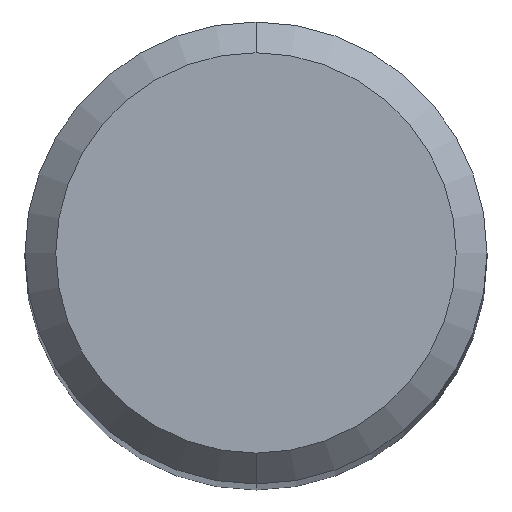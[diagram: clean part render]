
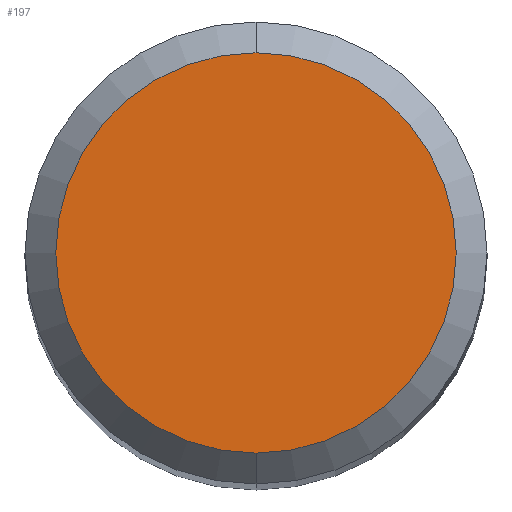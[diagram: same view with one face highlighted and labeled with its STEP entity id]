
A CAD part, top view. The second image highlights one B-rep face of the part: STEP entity #197.
In plain terms, the highlighted planar face has unit normal (0, 0, 1).
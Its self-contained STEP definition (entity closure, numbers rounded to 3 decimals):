
#197=ADVANCED_FACE('',(#493),#494,.T.);
#305=VERTEX_POINT('',#614);
#321=EDGE_CURVE('',#363,#305,#632,.T.);
#363=VERTEX_POINT('',#678);
#399=EDGE_CURVE('',#305,#363,#717,.T.);
#493=FACE_OUTER_BOUND('',#822,.T.);
#494=PLANE('',#823);
#614=CARTESIAN_POINT('',(0.0,2.6,0.0));
#632=CIRCLE('',#1159,2.6);
#678=CARTESIAN_POINT('',(0.,-2.6,0.0));
#717=CIRCLE('',#1299,2.6);
#822=EDGE_LOOP('',(#1428,#1429));
#823=AXIS2_PLACEMENT_3D('',#1430,#1431,#1432);
#1159=AXIS2_PLACEMENT_3D('',#1589,#1590,#1591);
#1299=AXIS2_PLACEMENT_3D('',#1683,#1684,#1685);
#1428=ORIENTED_EDGE('',*,*,#399,.F.);
#1429=ORIENTED_EDGE('',*,*,#321,.F.);
#1430=CARTESIAN_POINT('',(0.0,1.3,0.0));
#1431=DIRECTION('',(-0.0,0.0,1.0));
#1432=DIRECTION('',(0.0,-1.0,0.0));
#1589=CARTESIAN_POINT('',(0.0,0.0,0.0));
#1590=DIRECTION('',(0.0,0.0,-1.0));
#1591=DIRECTION('',(0.0,1.0,0.0));
#1683=CARTESIAN_POINT('',(0.0,0.0,0.0));
#1684=DIRECTION('',(0.0,0.0,-1.0));
#1685=DIRECTION('',(0.0,1.0,0.0));
